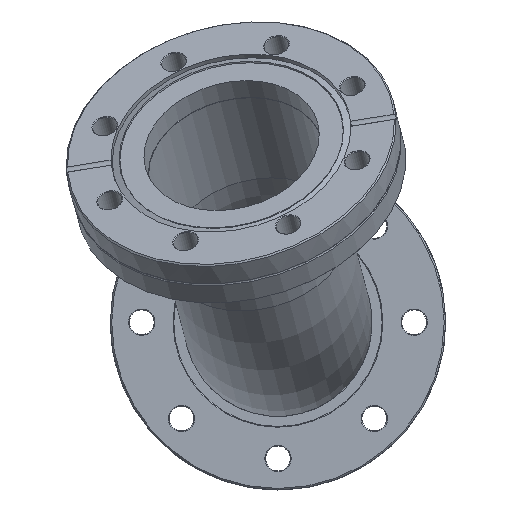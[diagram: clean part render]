
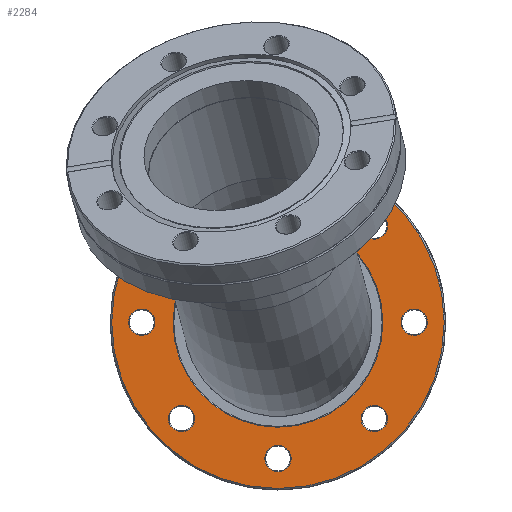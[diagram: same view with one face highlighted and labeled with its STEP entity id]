
A CAD part, front view. The second image highlights one B-rep face of the part: STEP entity #2284.
In plain terms, the highlighted planar face has unit normal (0, -1, 0).
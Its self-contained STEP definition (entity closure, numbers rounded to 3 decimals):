
#447=PLANE('',#2517);
#487=FACE_BOUND('',#710,.T.);
#488=FACE_BOUND('',#711,.T.);
#489=FACE_BOUND('',#712,.T.);
#490=FACE_BOUND('',#713,.T.);
#491=FACE_BOUND('',#714,.T.);
#492=FACE_BOUND('',#715,.T.);
#493=FACE_BOUND('',#716,.T.);
#494=FACE_BOUND('',#717,.T.);
#495=FACE_BOUND('',#718,.T.);
#561=FACE_OUTER_BOUND('',#709,.T.);
#709=EDGE_LOOP('',(#1612));
#710=EDGE_LOOP('',(#1613));
#711=EDGE_LOOP('',(#1614));
#712=EDGE_LOOP('',(#1615));
#713=EDGE_LOOP('',(#1616));
#714=EDGE_LOOP('',(#1617));
#715=EDGE_LOOP('',(#1618));
#716=EDGE_LOOP('',(#1619));
#717=EDGE_LOOP('',(#1620));
#718=EDGE_LOOP('',(#1621));
#929=CIRCLE('',#2516,35.5);
#930=CIRCLE('',#2518,56.25);
#931=CIRCLE('',#2519,4.45);
#932=CIRCLE('',#2520,4.45);
#933=CIRCLE('',#2521,4.45);
#934=CIRCLE('',#2522,4.45);
#935=CIRCLE('',#2523,4.45);
#936=CIRCLE('',#2524,4.45);
#937=CIRCLE('',#2525,4.45);
#938=CIRCLE('',#2526,4.45);
#1050=VERTEX_POINT('',#3307);
#1051=VERTEX_POINT('',#3310);
#1052=VERTEX_POINT('',#3312);
#1053=VERTEX_POINT('',#3314);
#1054=VERTEX_POINT('',#3316);
#1055=VERTEX_POINT('',#3318);
#1056=VERTEX_POINT('',#3320);
#1057=VERTEX_POINT('',#3322);
#1058=VERTEX_POINT('',#3324);
#1059=VERTEX_POINT('',#3326);
#1286=EDGE_CURVE('',#1050,#1050,#929,.T.);
#1287=EDGE_CURVE('',#1051,#1051,#930,.T.);
#1288=EDGE_CURVE('',#1052,#1052,#931,.T.);
#1289=EDGE_CURVE('',#1053,#1053,#932,.T.);
#1290=EDGE_CURVE('',#1054,#1054,#933,.T.);
#1291=EDGE_CURVE('',#1055,#1055,#934,.T.);
#1292=EDGE_CURVE('',#1056,#1056,#935,.T.);
#1293=EDGE_CURVE('',#1057,#1057,#936,.T.);
#1294=EDGE_CURVE('',#1058,#1058,#937,.T.);
#1295=EDGE_CURVE('',#1059,#1059,#938,.T.);
#1612=ORIENTED_EDGE('',*,*,#1287,.F.);
#1613=ORIENTED_EDGE('',*,*,#1288,.F.);
#1614=ORIENTED_EDGE('',*,*,#1289,.F.);
#1615=ORIENTED_EDGE('',*,*,#1290,.F.);
#1616=ORIENTED_EDGE('',*,*,#1291,.F.);
#1617=ORIENTED_EDGE('',*,*,#1292,.F.);
#1618=ORIENTED_EDGE('',*,*,#1293,.F.);
#1619=ORIENTED_EDGE('',*,*,#1294,.F.);
#1620=ORIENTED_EDGE('',*,*,#1295,.F.);
#1621=ORIENTED_EDGE('',*,*,#1286,.F.);
#2284=ADVANCED_FACE('',(#561,#487,#488,#489,#490,#491,#492,#493,#494,#495),
#447,.T.);
#2516=AXIS2_PLACEMENT_3D('',#3308,#2746,#2747);
#2517=AXIS2_PLACEMENT_3D('',#3309,#2748,#2749);
#2518=AXIS2_PLACEMENT_3D('',#3311,#2750,#2751);
#2519=AXIS2_PLACEMENT_3D('',#3313,#2752,#2753);
#2520=AXIS2_PLACEMENT_3D('',#3315,#2754,#2755);
#2521=AXIS2_PLACEMENT_3D('',#3317,#2756,#2757);
#2522=AXIS2_PLACEMENT_3D('',#3319,#2758,#2759);
#2523=AXIS2_PLACEMENT_3D('',#3321,#2760,#2761);
#2524=AXIS2_PLACEMENT_3D('',#3323,#2762,#2763);
#2525=AXIS2_PLACEMENT_3D('',#3325,#2764,#2765);
#2526=AXIS2_PLACEMENT_3D('',#3327,#2766,#2767);
#2746=DIRECTION('center_axis',(0.,-1.,0.));
#2747=DIRECTION('ref_axis',(1.,0.,0.));
#2748=DIRECTION('center_axis',(0.,-1.,0.));
#2749=DIRECTION('ref_axis',(0.,0.,-1.));
#2750=DIRECTION('center_axis',(0.,1.,0.));
#2751=DIRECTION('ref_axis',(1.,0.,0.));
#2752=DIRECTION('center_axis',(0.,-1.,0.));
#2753=DIRECTION('ref_axis',(0.,0.,1.));
#2754=DIRECTION('center_axis',(0.,-1.,0.));
#2755=DIRECTION('ref_axis',(-1.,0.,0.));
#2756=DIRECTION('center_axis',(0.,-1.,0.));
#2757=DIRECTION('ref_axis',(0.,0.,-1.));
#2758=DIRECTION('center_axis',(0.,-1.,0.));
#2759=DIRECTION('ref_axis',(1.,0.,0.));
#2760=DIRECTION('center_axis',(0.,-1.,0.));
#2761=DIRECTION('ref_axis',(0.707,0.,-0.707));
#2762=DIRECTION('center_axis',(0.,-1.,0.));
#2763=DIRECTION('ref_axis',(-0.707,0.,-0.707));
#2764=DIRECTION('center_axis',(0.,-1.,0.));
#2765=DIRECTION('ref_axis',(-0.707,0.,0.707));
#2766=DIRECTION('center_axis',(0.,-1.,0.));
#2767=DIRECTION('ref_axis',(0.707,0.,0.707));
#3307=CARTESIAN_POINT('',(-35.5,0.,0.));
#3308=CARTESIAN_POINT('Origin',(0.,0.,0.));
#3309=CARTESIAN_POINT('Origin',(-56.75,0.,0.));
#3310=CARTESIAN_POINT('',(-56.25,0.,0.));
#3311=CARTESIAN_POINT('Origin',(0.,0.,0.));
#3312=CARTESIAN_POINT('',(46.1,0.,-4.45));
#3313=CARTESIAN_POINT('Origin',(46.1,0.,0.));
#3314=CARTESIAN_POINT('',(4.45,0.,46.1));
#3315=CARTESIAN_POINT('Origin',(0.,0.,46.1));
#3316=CARTESIAN_POINT('',(-46.1,0.,4.45));
#3317=CARTESIAN_POINT('Origin',(-46.1,0.,0.));
#3318=CARTESIAN_POINT('',(-4.45,0.,-46.1));
#3319=CARTESIAN_POINT('Origin',(0.,0.,-46.1));
#3320=CARTESIAN_POINT('',(-35.744,0.,-29.451));
#3321=CARTESIAN_POINT('Origin',(-32.598,0.,-32.598));
#3322=CARTESIAN_POINT('',(-29.451,0.,35.744));
#3323=CARTESIAN_POINT('Origin',(-32.598,0.,32.598));
#3324=CARTESIAN_POINT('',(35.744,0.,29.451));
#3325=CARTESIAN_POINT('Origin',(32.598,0.,32.598));
#3326=CARTESIAN_POINT('',(29.451,0.,-35.744));
#3327=CARTESIAN_POINT('Origin',(32.598,0.,-32.598));
